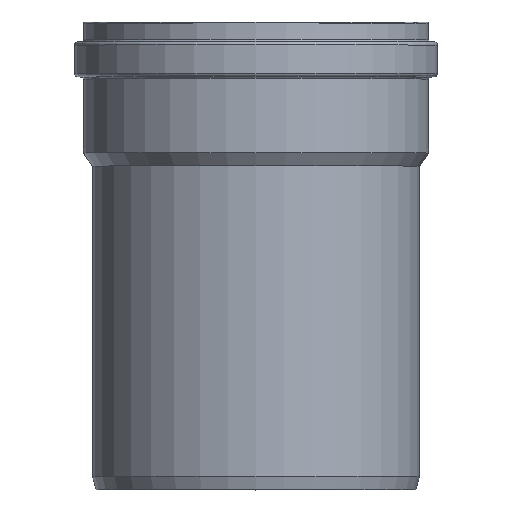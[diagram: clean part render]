
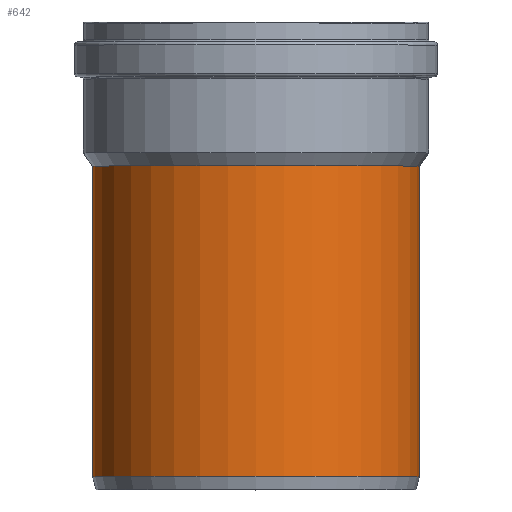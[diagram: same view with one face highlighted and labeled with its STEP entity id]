
A CAD part, top view. The second image highlights one B-rep face of the part: STEP entity #642.
In plain terms, the highlighted cylindrical face has radius 250 mm (diameter 500 mm), a full revolution.
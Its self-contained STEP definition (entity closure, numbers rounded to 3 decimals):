
#67=FACE_BOUND('',#209,.T.);
#68=FACE_BOUND('',#210,.T.);
#127=CYLINDRICAL_SURFACE('',#706,250.);
#147=FACE_OUTER_BOUND('',#208,.T.);
#208=EDGE_LOOP('',(#518));
#209=EDGE_LOOP('',(#519));
#210=EDGE_LOOP('',(#520));
#326=B_SPLINE_CURVE_WITH_KNOTS('',3,(#1247,#1248,#1249,#1250,#1251,#1252,
#1253,#1254,#1255,#1256,#1257,#1258,#1259,#1260,#1261,#1262,#1263,#1264,
#1265,#1266,#1267,#1268,#1269,#1270,#1271),.UNSPECIFIED.,.T.,.F.,(4,1,1,
1,1,1,1,1,1,1,1,1,1,1,1,1,1,1,1,1,1,1,4),(-56.739,-54.713,
-52.687,-48.634,-45.932,-43.23,
-40.528,-37.826,-35.124,-33.773,
-32.422,-29.721,-27.019,-24.317,
-21.615,-18.913,-16.211,-13.509,
-10.807,-8.106,-4.053,-2.026,
0.),.UNSPECIFIED.);
#331=CIRCLE('',#707,250.);
#332=CIRCLE('',#708,250.);
#388=VERTEX_POINT('',#1219);
#391=VERTEX_POINT('',#1276);
#392=VERTEX_POINT('',#1278);
#451=EDGE_CURVE('',#388,#388,#326,.T.);
#453=EDGE_CURVE('',#391,#391,#331,.T.);
#454=EDGE_CURVE('',#392,#392,#332,.T.);
#518=ORIENTED_EDGE('',*,*,#453,.F.);
#519=ORIENTED_EDGE('',*,*,#454,.T.);
#520=ORIENTED_EDGE('',*,*,#451,.F.);
#642=ADVANCED_FACE('',(#147,#67,#68),#127,.T.);
#706=AXIS2_PLACEMENT_3D('',#1275,#832,#833);
#707=AXIS2_PLACEMENT_3D('',#1277,#834,#835);
#708=AXIS2_PLACEMENT_3D('',#1279,#836,#837);
#832=DIRECTION('center_axis',(0.,-1.,0.));
#833=DIRECTION('ref_axis',(1.,0.,0.));
#834=DIRECTION('center_axis',(0.,-1.,0.));
#835=DIRECTION('ref_axis',(1.,0.,0.));
#836=DIRECTION('center_axis',(0.,-1.,0.));
#837=DIRECTION('ref_axis',(1.,0.,0.));
#1219=CARTESIAN_POINT('',(-96.226,358.,-230.739));
#1247=CARTESIAN_POINT('Ctrl Pts',(-96.226,358.,-230.739));
#1248=CARTESIAN_POINT('Ctrl Pts',(-96.226,365.413,-230.739));
#1249=CARTESIAN_POINT('Ctrl Pts',(-94.566,380.239,-231.441));
#1250=CARTESIAN_POINT('Ctrl Pts',(-84.897,408.161,-235.291));
#1251=CARTESIAN_POINT('Ctrl Pts',(-65.174,433.298,-241.963));
#1252=CARTESIAN_POINT('Ctrl Pts',(-35.976,450.624,-247.907));
#1253=CARTESIAN_POINT('Ctrl Pts',(-7.393,457.378,-250.47));
#1254=CARTESIAN_POINT('Ctrl Pts',(21.977,455.098,-249.589));
#1255=CARTESIAN_POINT('Ctrl Pts',(49.069,444.121,-245.58));
#1256=CARTESIAN_POINT('Ctrl Pts',(67.816,428.81,-240.786));
#1257=CARTESIAN_POINT('Ctrl Pts',(79.714,413.616,-237.002));
#1258=CARTESIAN_POINT('Ctrl Pts',(89.319,396.741,-233.579));
#1259=CARTESIAN_POINT('Ctrl Pts',(96.586,373.034,-230.594));
#1260=CARTESIAN_POINT('Ctrl Pts',(96.587,342.966,-230.593));
#1261=CARTESIAN_POINT('Ctrl Pts',(87.865,314.515,-234.176));
#1262=CARTESIAN_POINT('Ctrl Pts',(71.564,290.252,-239.828));
#1263=CARTESIAN_POINT('Ctrl Pts',(49.07,271.878,-245.581));
#1264=CARTESIAN_POINT('Ctrl Pts',(21.977,260.904,-249.587));
#1265=CARTESIAN_POINT('Ctrl Pts',(-7.394,258.62,-250.472));
#1266=CARTESIAN_POINT('Ctrl Pts',(-35.974,265.377,-247.905));
#1267=CARTESIAN_POINT('Ctrl Pts',(-65.176,282.704,-241.964));
#1268=CARTESIAN_POINT('Ctrl Pts',(-84.896,307.839,-235.29));
#1269=CARTESIAN_POINT('Ctrl Pts',(-94.566,335.761,-231.441));
#1270=CARTESIAN_POINT('Ctrl Pts',(-96.226,350.587,-230.739));
#1271=CARTESIAN_POINT('Ctrl Pts',(-96.226,358.,-230.739));
#1275=CARTESIAN_POINT('Origin',(0.,257.5,0.));
#1276=CARTESIAN_POINT('',(250.,20.,0.));
#1277=CARTESIAN_POINT('Origin',(0.,20.,0.));
#1278=CARTESIAN_POINT('',(250.,495.,0.));
#1279=CARTESIAN_POINT('Origin',(0.,495.,0.));
